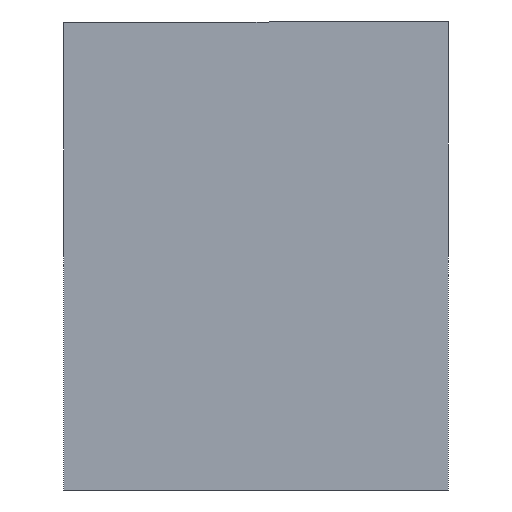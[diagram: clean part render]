
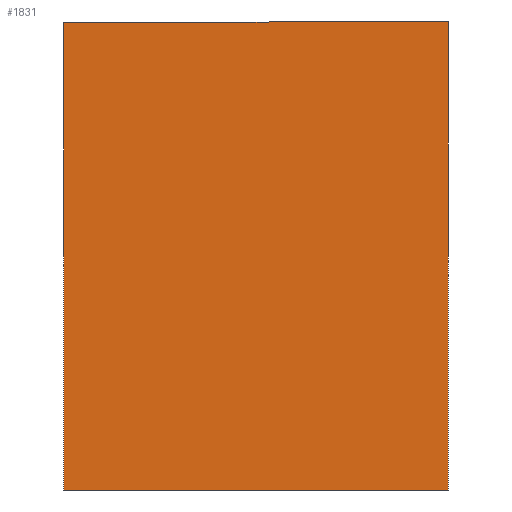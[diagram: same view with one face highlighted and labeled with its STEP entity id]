
A CAD part, left-side view. The second image highlights one B-rep face of the part: STEP entity #1831.
In plain terms, the highlighted planar face has unit normal (-1, 0, 0).
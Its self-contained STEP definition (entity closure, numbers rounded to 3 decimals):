
#46 = CARTESIAN_POINT ( 'NONE',  ( -0.01, -0.01, -2.79 ) ) ;
#128 = EDGE_LOOP ( 'NONE', ( #2039, #1712, #472, #2109 ) ) ;
#139 = DIRECTION ( 'NONE',  ( 0., 0., -1. ) ) ;
#182 = DIRECTION ( 'NONE',  ( 0., 0., 1. ) ) ;
#349 = CARTESIAN_POINT ( 'NONE',  ( -0.01, 2.29, -2.79 ) ) ;
#378 = EDGE_CURVE ( 'NONE', #2427, #1089, #1596, .T. ) ;
#393 = AXIS2_PLACEMENT_3D ( 'NONE', #1694, #543, #182 ) ;
#416 = CARTESIAN_POINT ( 'NONE',  ( -0.01, 2.29, 0.01 ) ) ;
#424 = VECTOR ( 'NONE', #1534, 1000. ) ;
#454 = DIRECTION ( 'NONE',  ( 0., 0., 1. ) ) ;
#472 = ORIENTED_EDGE ( 'NONE', *, *, #1174, .T. ) ;
#503 = LINE ( 'NONE', #349, #1853 ) ;
#543 = DIRECTION ( 'NONE',  ( -1., 0., 0. ) ) ;
#730 = CARTESIAN_POINT ( 'NONE',  ( -0.01, 2.29, -2.79 ) ) ;
#751 = EDGE_CURVE ( 'NONE', #2190, #2427, #2115, .T. ) ;
#816 = CARTESIAN_POINT ( 'NONE',  ( -0.01, 2.29, 0.01 ) ) ;
#829 = CARTESIAN_POINT ( 'NONE',  ( -0.01, 2.29, -2.79 ) ) ;
#1006 = LINE ( 'NONE', #816, #424 ) ;
#1089 = VERTEX_POINT ( 'NONE', #1553 ) ;
#1099 = PLANE ( 'NONE',  #393 ) ;
#1126 = VERTEX_POINT ( 'NONE', #416 ) ;
#1174 = EDGE_CURVE ( 'NONE', #1089, #1126, #1006, .T. ) ;
#1257 = VECTOR ( 'NONE', #2314, 1000. ) ;
#1287 = FACE_OUTER_BOUND ( 'NONE', #128, .T. ) ;
#1366 = VECTOR ( 'NONE', #454, 1000. ) ;
#1534 = DIRECTION ( 'NONE',  ( 0., 1., 0. ) ) ;
#1553 = CARTESIAN_POINT ( 'NONE',  ( -0.01, -0.01, 0.01 ) ) ;
#1596 = LINE ( 'NONE', #1910, #1366 ) ;
#1694 = CARTESIAN_POINT ( 'NONE',  ( -0.01, 0., 0. ) ) ;
#1712 = ORIENTED_EDGE ( 'NONE', *, *, #378, .T. ) ;
#1831 = ADVANCED_FACE ( 'NONE', ( #1287 ), #1099, .T. ) ;
#1853 = VECTOR ( 'NONE', #139, 1000. ) ;
#1910 = CARTESIAN_POINT ( 'NONE',  ( -0.01, -0.01, -2.79 ) ) ;
#2039 = ORIENTED_EDGE ( 'NONE', *, *, #751, .T. ) ;
#2109 = ORIENTED_EDGE ( 'NONE', *, *, #2188, .T. ) ;
#2115 = LINE ( 'NONE', #829, #1257 ) ;
#2188 = EDGE_CURVE ( 'NONE', #1126, #2190, #503, .T. ) ;
#2190 = VERTEX_POINT ( 'NONE', #730 ) ;
#2314 = DIRECTION ( 'NONE',  ( 0., -1., 0. ) ) ;
#2427 = VERTEX_POINT ( 'NONE', #46 ) ;
